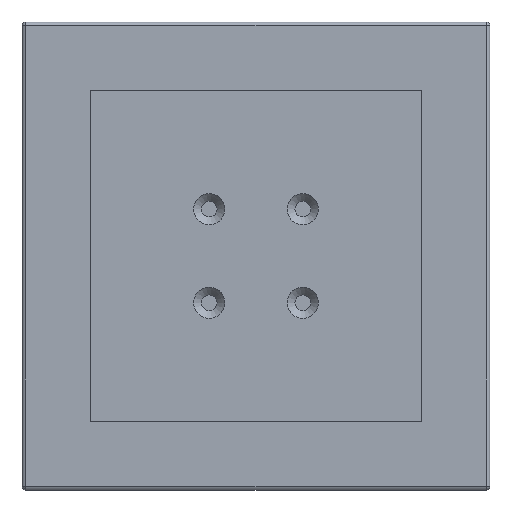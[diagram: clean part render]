
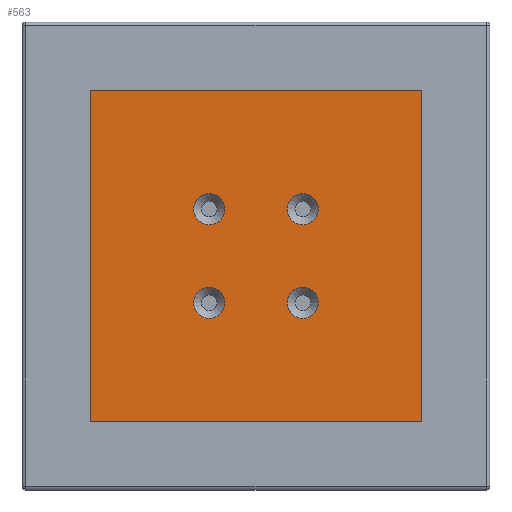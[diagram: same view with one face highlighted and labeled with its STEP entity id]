
A CAD part, top view. The second image highlights one B-rep face of the part: STEP entity #563.
In plain terms, the highlighted planar face has unit normal (0, 0, 1).
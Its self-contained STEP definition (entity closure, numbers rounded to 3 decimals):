
#44=CIRCLE('',#621,4.);
#45=CIRCLE('',#622,4.);
#46=CIRCLE('',#623,4.);
#47=CIRCLE('',#624,4.);
#140=ORIENTED_EDGE('',*,*,#260,.T.);
#141=ORIENTED_EDGE('',*,*,#261,.T.);
#142=ORIENTED_EDGE('',*,*,#262,.T.);
#143=ORIENTED_EDGE('',*,*,#263,.T.);
#144=ORIENTED_EDGE('',*,*,#253,.T.);
#145=ORIENTED_EDGE('',*,*,#256,.T.);
#146=ORIENTED_EDGE('',*,*,#258,.T.);
#147=ORIENTED_EDGE('',*,*,#259,.T.);
#253=EDGE_CURVE('',#317,#316,#369,.T.);
#256=EDGE_CURVE('',#316,#318,#372,.T.);
#258=EDGE_CURVE('',#318,#319,#374,.T.);
#259=EDGE_CURVE('',#319,#317,#375,.T.);
#260=EDGE_CURVE('',#320,#320,#44,.F.);
#261=EDGE_CURVE('',#321,#321,#45,.F.);
#262=EDGE_CURVE('',#322,#322,#46,.F.);
#263=EDGE_CURVE('',#323,#323,#47,.F.);
#316=VERTEX_POINT('',#937);
#317=VERTEX_POINT('',#939);
#318=VERTEX_POINT('',#943);
#319=VERTEX_POINT('',#947);
#320=VERTEX_POINT('',#953);
#321=VERTEX_POINT('',#955);
#322=VERTEX_POINT('',#957);
#323=VERTEX_POINT('',#959);
#369=LINE('',#938,#413);
#372=LINE('',#944,#416);
#374=LINE('',#948,#418);
#375=LINE('',#950,#419);
#413=VECTOR('',#740,1000.);
#416=VECTOR('',#745,1000.);
#418=VECTOR('',#749,1000.);
#419=VECTOR('',#752,1000.);
#437=EDGE_LOOP('',(#140));
#438=EDGE_LOOP('',(#141));
#439=EDGE_LOOP('',(#142));
#440=EDGE_LOOP('',(#143));
#441=EDGE_LOOP('',(#144,#145,#146,#147));
#491=FACE_BOUND('',#437,.T.);
#492=FACE_BOUND('',#438,.T.);
#493=FACE_BOUND('',#439,.T.);
#494=FACE_BOUND('',#440,.T.);
#495=FACE_BOUND('',#441,.T.);
#543=PLANE('',#620);
#563=ADVANCED_FACE('',(#491,#492,#493,#494,#495),#543,.T.);
#620=AXIS2_PLACEMENT_3D('',#951,#753,#754);
#621=AXIS2_PLACEMENT_3D('',#952,#755,#756);
#622=AXIS2_PLACEMENT_3D('',#954,#757,#758);
#623=AXIS2_PLACEMENT_3D('',#956,#759,#760);
#624=AXIS2_PLACEMENT_3D('',#958,#761,#762);
#740=DIRECTION('',(0.,1.,0.));
#745=DIRECTION('',(-1.,0.,0.));
#749=DIRECTION('',(0.,-1.,0.));
#752=DIRECTION('',(1.,0.,0.));
#753=DIRECTION('',(0.,0.,1.));
#754=DIRECTION('',(1.,0.,0.));
#755=DIRECTION('',(0.,0.,1.));
#756=DIRECTION('',(1.,0.,0.));
#757=DIRECTION('',(0.,0.,1.));
#758=DIRECTION('',(1.,0.,0.));
#759=DIRECTION('',(0.,0.,1.));
#760=DIRECTION('',(1.,0.,0.));
#761=DIRECTION('',(0.,0.,1.));
#762=DIRECTION('',(1.,0.,0.));
#937=CARTESIAN_POINT('',(42.5,42.5,55.5));
#938=CARTESIAN_POINT('',(42.5,-42.5,55.5));
#939=CARTESIAN_POINT('',(42.5,-42.5,55.5));
#943=CARTESIAN_POINT('',(-42.5,42.5,55.5));
#944=CARTESIAN_POINT('',(42.5,42.5,55.5));
#947=CARTESIAN_POINT('',(-42.5,-42.5,55.5));
#948=CARTESIAN_POINT('',(-42.5,42.5,55.5));
#950=CARTESIAN_POINT('',(-42.5,-42.5,55.5));
#951=CARTESIAN_POINT('',(0.,0.,55.5));
#952=CARTESIAN_POINT('',(12.,-12.,55.5));
#953=CARTESIAN_POINT('',(16.,-12.,55.5));
#954=CARTESIAN_POINT('',(-12.,-12.,55.5));
#955=CARTESIAN_POINT('',(-8.,-12.,55.5));
#956=CARTESIAN_POINT('',(12.,12.,55.5));
#957=CARTESIAN_POINT('',(16.,12.,55.5));
#958=CARTESIAN_POINT('',(-12.,12.,55.5));
#959=CARTESIAN_POINT('',(-8.,12.,55.5));
